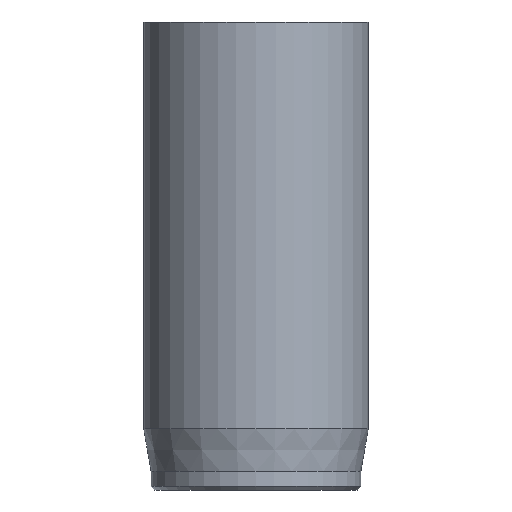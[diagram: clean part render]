
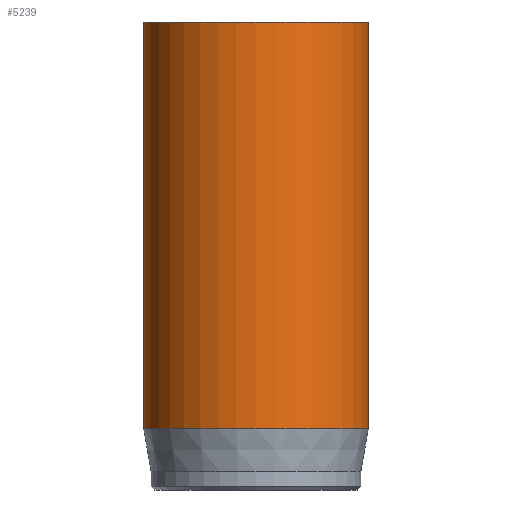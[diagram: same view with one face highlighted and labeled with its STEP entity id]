
A CAD part, front view. The second image highlights one B-rep face of the part: STEP entity #5239.
In plain terms, the highlighted cylindrical face has radius 6 mm (diameter 12 mm), a full revolution.
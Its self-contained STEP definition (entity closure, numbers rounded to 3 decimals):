
#32=CYLINDRICAL_SURFACE('',#5446,6.);
#47=CIRCLE('',#5414,6.);
#63=CIRCLE('',#5444,6.);
#64=CIRCLE('',#5445,6.);
#823=FACE_OUTER_BOUND('',#1127,.T.);
#1127=EDGE_LOOP('',(#4749,#4750,#4751,#4752,#4753));
#1556=LINE('',#9728,#1991);
#1991=VECTOR('',#6155,6.);
#2488=VERTEX_POINT('',#9668);
#2504=VERTEX_POINT('',#9722);
#2505=VERTEX_POINT('',#9723);
#3237=EDGE_CURVE('',#2488,#2488,#47,.T.);
#3261=EDGE_CURVE('',#2504,#2505,#63,.T.);
#3262=EDGE_CURVE('',#2505,#2504,#64,.T.);
#3264=EDGE_CURVE('',#2488,#2504,#1556,.T.);
#4749=ORIENTED_EDGE('',*,*,#3237,.T.);
#4750=ORIENTED_EDGE('',*,*,#3264,.T.);
#4751=ORIENTED_EDGE('',*,*,#3261,.T.);
#4752=ORIENTED_EDGE('',*,*,#3262,.T.);
#4753=ORIENTED_EDGE('',*,*,#3264,.F.);
#5239=ADVANCED_FACE('',(#823),#32,.T.);
#5414=AXIS2_PLACEMENT_3D('',#9669,#6080,#6081);
#5444=AXIS2_PLACEMENT_3D('',#9724,#6148,#6149);
#5445=AXIS2_PLACEMENT_3D('',#9725,#6150,#6151);
#5446=AXIS2_PLACEMENT_3D('',#9727,#6153,#6154);
#6080=DIRECTION('center_axis',(0.,0.,-1.));
#6081=DIRECTION('ref_axis',(-1.,0.,0.));
#6148=DIRECTION('center_axis',(0.,0.,1.));
#6149=DIRECTION('ref_axis',(-1.,0.,0.));
#6150=DIRECTION('center_axis',(0.,0.,1.));
#6151=DIRECTION('ref_axis',(-1.,0.,0.));
#6153=DIRECTION('center_axis',(0.,0.,1.));
#6154=DIRECTION('ref_axis',(-1.,0.,0.));
#6155=DIRECTION('',(0.,0.,-1.));
#9668=CARTESIAN_POINT('',(6.,0.,25.));
#9669=CARTESIAN_POINT('Origin',(0.,0.,25.));
#9722=CARTESIAN_POINT('',(6.,0.,3.269));
#9723=CARTESIAN_POINT('',(-6.,0.,3.269));
#9724=CARTESIAN_POINT('Origin',(0.,0.,3.269));
#9725=CARTESIAN_POINT('Origin',(0.,0.,3.269));
#9727=CARTESIAN_POINT('Origin',(0.,0.,0.));
#9728=CARTESIAN_POINT('',(6.,0.,0.));
